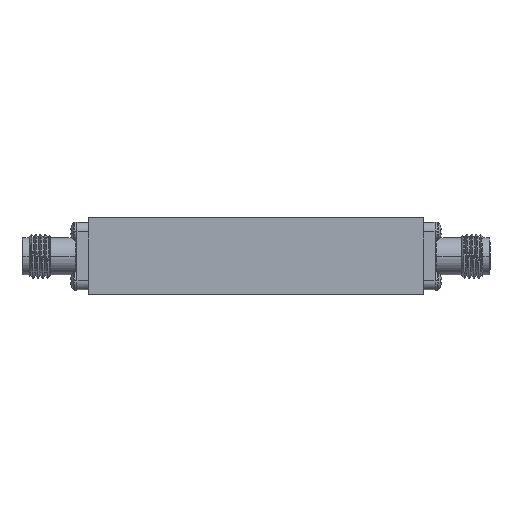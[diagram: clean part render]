
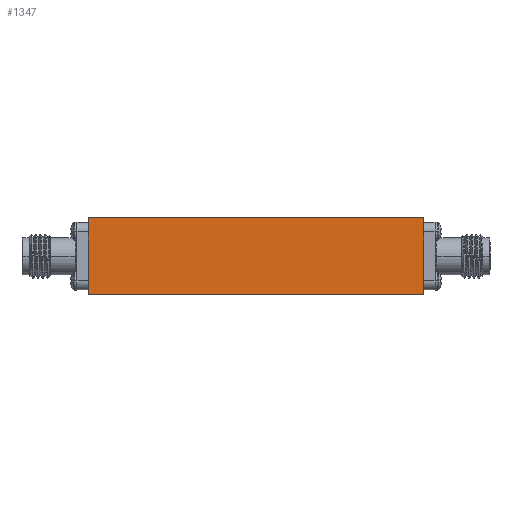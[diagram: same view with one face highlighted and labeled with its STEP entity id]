
A CAD part, front view. The second image highlights one B-rep face of the part: STEP entity #1347.
In plain terms, the highlighted planar face has unit normal (0, -1, 0).
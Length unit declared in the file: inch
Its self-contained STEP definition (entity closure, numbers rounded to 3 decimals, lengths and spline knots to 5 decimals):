
#1347 = ADVANCED_FACE ( 'NONE', ( #35221 ), #41884, .F. ) ;
#1783 = VERTEX_POINT ( 'NONE', #43004 ) ;
#1799 = LINE ( 'NONE', #45506, #4178 ) ;
#2458 = CARTESIAN_POINT ( 'NONE',  ( -0.94488, -0.29528, 0.21654 ) ) ;
#4178 = VECTOR ( 'NONE', #23390, 39.37008 ) ;
#5121 = ORIENTED_EDGE ( 'NONE', *, *, #11730, .T. ) ;
#6227 = AXIS2_PLACEMENT_3D ( 'NONE', #2458, #16920, #13357 ) ;
#6596 = ORIENTED_EDGE ( 'NONE', *, *, #16012, .T. ) ;
#8072 = VERTEX_POINT ( 'NONE', #16222 ) ;
#9188 = DIRECTION ( 'NONE',  ( 0., 0., -1. ) ) ;
#11458 = ORIENTED_EDGE ( 'NONE', *, *, #26453, .F. ) ;
#11730 = EDGE_CURVE ( 'NONE', #43360, #8072, #36969, .T. ) ;
#13357 = DIRECTION ( 'NONE',  ( 1., 0., 0. ) ) ;
#14642 = VERTEX_POINT ( 'NONE', #45769 ) ;
#15324 = DIRECTION ( 'NONE',  ( 1., 0., 0. ) ) ;
#16012 = EDGE_CURVE ( 'NONE', #14642, #43360, #37700, .T. ) ;
#16222 = CARTESIAN_POINT ( 'NONE',  ( 0.94488, -0.29528, -0.21654 ) ) ;
#16396 = CARTESIAN_POINT ( 'NONE',  ( -0.94488, -0.29528, 0.21654 ) ) ;
#16920 = DIRECTION ( 'NONE',  ( 0., 1., 0. ) ) ;
#19955 = DIRECTION ( 'NONE',  ( 1., 0., 0. ) ) ;
#22659 = EDGE_LOOP ( 'NONE', ( #5121, #11458, #30787, #6596 ) ) ;
#22724 = VECTOR ( 'NONE', #15324, 39.37008 ) ;
#23390 = DIRECTION ( 'NONE',  ( 0., 0., -1. ) ) ;
#26453 = EDGE_CURVE ( 'NONE', #1783, #8072, #1799, .T. ) ;
#28947 = EDGE_CURVE ( 'NONE', #14642, #1783, #30401, .T. ) ;
#30401 = LINE ( 'NONE', #16396, #40713 ) ;
#30787 = ORIENTED_EDGE ( 'NONE', *, *, #28947, .F. ) ;
#33402 = CARTESIAN_POINT ( 'NONE',  ( -0.94488, -0.29528, -0.21654 ) ) ;
#34844 = CARTESIAN_POINT ( 'NONE',  ( -0.94488, -0.29528, 0.21654 ) ) ;
#35221 = FACE_OUTER_BOUND ( 'NONE', #22659, .T. ) ;
#36969 = LINE ( 'NONE', #33402, #22724 ) ;
#37700 = LINE ( 'NONE', #34844, #38306 ) ;
#38306 = VECTOR ( 'NONE', #9188, 39.37008 ) ;
#40713 = VECTOR ( 'NONE', #19955, 39.37008 ) ;
#40968 = CARTESIAN_POINT ( 'NONE',  ( -0.94488, -0.29528, -0.21654 ) ) ;
#41884 = PLANE ( 'NONE',  #6227 ) ;
#43004 = CARTESIAN_POINT ( 'NONE',  ( 0.94488, -0.29528, 0.21654 ) ) ;
#43360 = VERTEX_POINT ( 'NONE', #40968 ) ;
#45506 = CARTESIAN_POINT ( 'NONE',  ( 0.94488, -0.29528, 0.21654 ) ) ;
#45769 = CARTESIAN_POINT ( 'NONE',  ( -0.94488, -0.29528, 0.21654 ) ) ;
